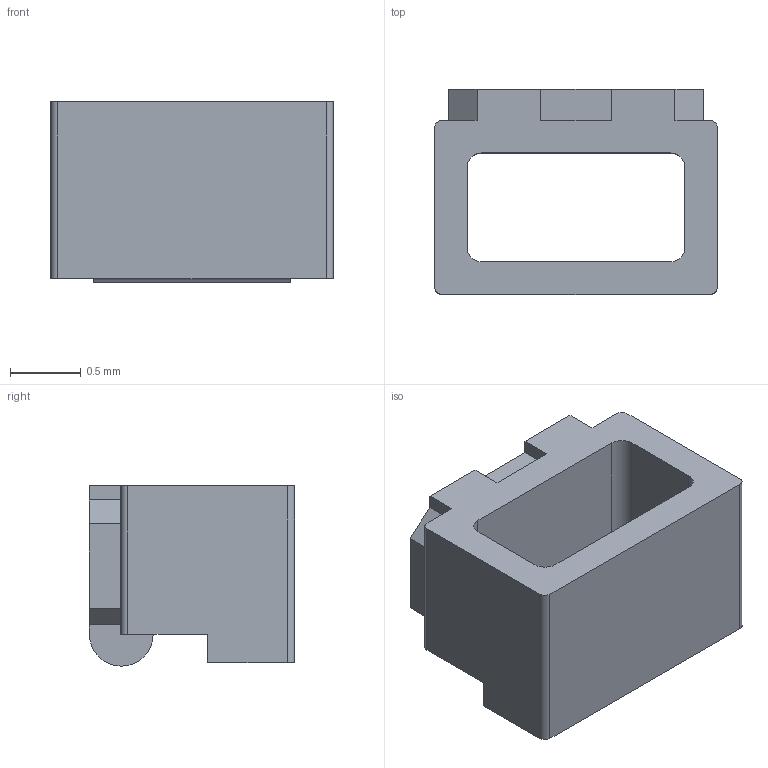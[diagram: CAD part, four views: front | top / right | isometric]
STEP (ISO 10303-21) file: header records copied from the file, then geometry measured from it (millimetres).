
FILE_DESCRIPTION(('STEP AP242'),'1');
FILE_NAME('1625854-2.stp','2021-04-22T22:15:48',('TraceParts'),('TraceParts S.A.'),'Spatial InterOp 3D',' ',' ');
FILE_SCHEMA(('AP242_MANAGED_MODEL_BASED_3D_ENGINEERING_MIM_LF {1 0 10303 442 1 1 4}'));
Length unit declared in the file: millimetre
Products named in the file (1): 1625854-2
Bounding box: 2 x 1.45 x 1.27 mm (x, y, z)
Volume: 2 mm3; surface area: 16.8 mm2
Topology: 1 solids, 1 shells, 40 faces, 115 edges, 76 vertices
Faces by surface type: plane 30, cylinder 10
Entity records: 1322 total; most frequent: CARTESIAN_POINT 232, ORIENTED_EDGE 230, DIRECTION 217, EDGE_CURVE 115, LINE 95, VECTOR 95, VERTEX_POINT 76, AXIS2_PLACEMENT_3D 61
